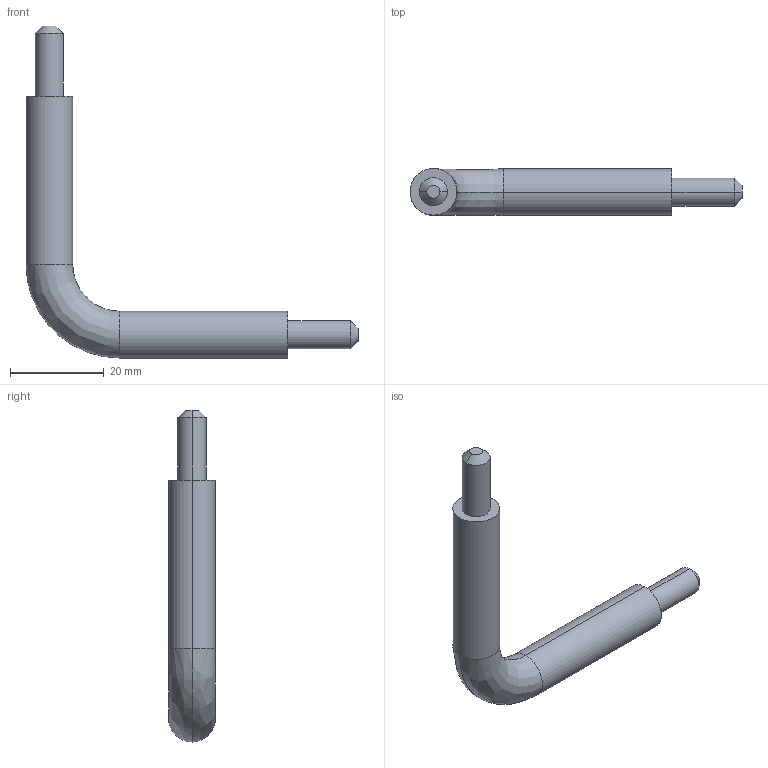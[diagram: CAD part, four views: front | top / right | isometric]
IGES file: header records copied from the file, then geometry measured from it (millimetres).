
Start section: IGES file generated from Kompas f.0 for Windows drawing by the IGES translator from Ascon Ltd., translator version IGESOUT-5.1.
Global section: file name: àðò. KRT742.igs; native system: Kompas( 32 bit ) for Windows; preprocessor: 1.0; author: ba2ra; organization: 3ds; date: -17860830:091819; units: millimetre
Bounding box: 71 x 10 x 71 mm (x, y, z)
Volume: 8314 mm3; surface area: 3682.7 mm2
Topology: 1 solids, 1 shells, 18 faces, 34 edges, 20 vertices
Faces by surface type: revolution 14, bspline 4
